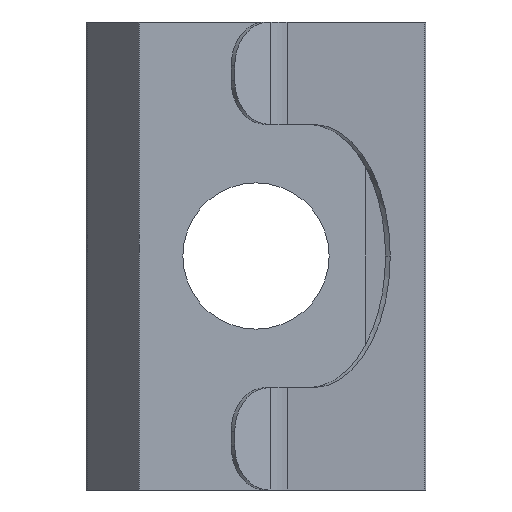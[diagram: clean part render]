
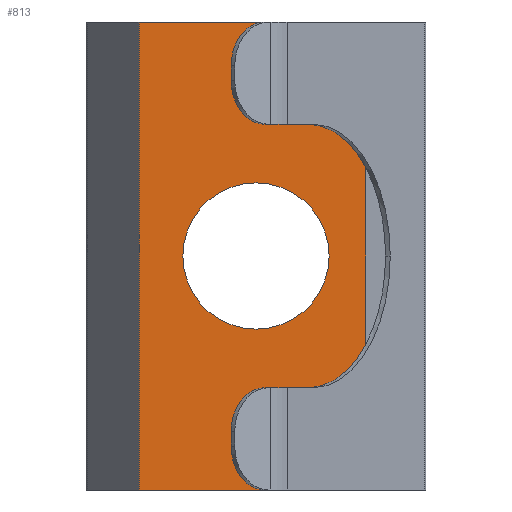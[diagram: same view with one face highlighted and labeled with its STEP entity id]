
A CAD part, front view. The second image highlights one B-rep face of the part: STEP entity #813.
In plain terms, the highlighted planar face has unit normal (0, -1, 0).
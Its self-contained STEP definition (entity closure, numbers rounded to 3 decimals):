
#14 = CARTESIAN_POINT ( 'NONE',  ( 0., -2.15, 0. ) ) ;
#74 = VERTEX_POINT ( 'NONE', #658 ) ;
#77 = ORIENTED_EDGE ( 'NONE', *, *, #1227, .T. ) ;
#78 = VECTOR ( 'NONE', #1202, 1000. ) ;
#81 = DIRECTION ( 'NONE',  ( 0., 1., 0. ) ) ;
#83 = CARTESIAN_POINT ( 'NONE',  ( 4., -2.15, 8. ) ) ;
#108 = AXIS2_PLACEMENT_3D ( 'NONE', #1403, #631, #1188 ) ;
#136 = CARTESIAN_POINT ( 'NONE',  ( 3.754, -2.15, 8. ) ) ;
#145 = VECTOR ( 'NONE', #1304, 1000. ) ;
#152 = AXIS2_PLACEMENT_3D ( 'NONE', #14, #355, #784 ) ;
#183 = CARTESIAN_POINT ( 'NONE',  ( 2.5, -2.15, 0. ) ) ;
#237 = DIRECTION ( 'NONE',  ( 0., 0., 1. ) ) ;
#246 = VECTOR ( 'NONE', #237, 1000. ) ;
#276 = VECTOR ( 'NONE', #529, 1000. ) ;
#279 = LINE ( 'NONE', #666, #585 ) ;
#288 = EDGE_CURVE ( 'NONE', #1290, #1291, #615, .T. ) ;
#337 = EDGE_LOOP ( 'NONE', ( #1012, #448 ) ) ;
#355 = DIRECTION ( 'NONE',  ( 0., 1., 0. ) ) ;
#371 = EDGE_CURVE ( 'NONE', #797, #1290, #997, .T. ) ;
#387 = EDGE_CURVE ( 'NONE', #781, #963, #968, .T. ) ;
#431 = CARTESIAN_POINT ( 'NONE',  ( 4., -2.15, 8. ) ) ;
#433 = VERTEX_POINT ( 'NONE', #136 ) ;
#440 = CARTESIAN_POINT ( 'NONE',  ( 4., -2.15, -8. ) ) ;
#448 = ORIENTED_EDGE ( 'NONE', *, *, #387, .T. ) ;
#455 = DIRECTION ( 'NONE',  ( 0., 0., -1. ) ) ;
#462 = VECTOR ( 'NONE', #455, 1000. ) ;
#490 = LINE ( 'NONE', #1177, #276 ) ;
#517 = ORIENTED_EDGE ( 'NONE', *, *, #912, .F. ) ;
#518 = EDGE_LOOP ( 'NONE', ( #1097, #825, #517, #77, #1277, #1133 ) ) ;
#529 = DIRECTION ( 'NONE',  ( 0., 0., -1. ) ) ;
#566 = CARTESIAN_POINT ( 'NONE',  ( 3.754, -2.15, -15.486 ) ) ;
#585 = VECTOR ( 'NONE', #1153, 1000. ) ;
#615 = LINE ( 'NONE', #566, #246 ) ;
#627 = CARTESIAN_POINT ( 'NONE',  ( 3.754, -2.15, -8. ) ) ;
#631 = DIRECTION ( 'NONE',  ( 0., 1., 0. ) ) ;
#658 = CARTESIAN_POINT ( 'NONE',  ( -4., -2.15, 8. ) ) ;
#666 = CARTESIAN_POINT ( 'NONE',  ( 3.754, -2.15, -15.486 ) ) ;
#673 = DIRECTION ( 'NONE',  ( 0., 0., 1. ) ) ;
#724 = CARTESIAN_POINT ( 'NONE',  ( 3.754, -2.15, -3.013 ) ) ;
#737 = EDGE_CURVE ( 'NONE', #74, #797, #490, .T. ) ;
#781 = VERTEX_POINT ( 'NONE', #183 ) ;
#783 = CARTESIAN_POINT ( 'NONE',  ( 3.754, -2.15, 8. ) ) ;
#784 = DIRECTION ( 'NONE',  ( -1., 0., 0. ) ) ;
#797 = VERTEX_POINT ( 'NONE', #1165 ) ;
#813 = ADVANCED_FACE ( 'NONE', ( #982, #966 ), #1193, .F. ) ;
#825 = ORIENTED_EDGE ( 'NONE', *, *, #288, .T. ) ;
#884 = CIRCLE ( 'NONE', #152, 2.5 ) ;
#912 = EDGE_CURVE ( 'NONE', #980, #1291, #967, .T. ) ;
#931 = AXIS2_PLACEMENT_3D ( 'NONE', #431, #81, #673 ) ;
#940 = EDGE_CURVE ( 'NONE', #963, #781, #884, .T. ) ;
#963 = VERTEX_POINT ( 'NONE', #1342 ) ;
#966 = FACE_OUTER_BOUND ( 'NONE', #518, .T. ) ;
#967 = LINE ( 'NONE', #783, #462 ) ;
#968 = CIRCLE ( 'NONE', #108, 2.5 ) ;
#980 = VERTEX_POINT ( 'NONE', #1094 ) ;
#982 = FACE_BOUND ( 'NONE', #337, .T. ) ;
#997 = LINE ( 'NONE', #440, #145 ) ;
#1012 = ORIENTED_EDGE ( 'NONE', *, *, #940, .T. ) ;
#1094 = CARTESIAN_POINT ( 'NONE',  ( 3.754, -2.15, 3.013 ) ) ;
#1097 = ORIENTED_EDGE ( 'NONE', *, *, #371, .T. ) ;
#1120 = LINE ( 'NONE', #83, #78 ) ;
#1133 = ORIENTED_EDGE ( 'NONE', *, *, #737, .T. ) ;
#1153 = DIRECTION ( 'NONE',  ( 0., 0., 1. ) ) ;
#1165 = CARTESIAN_POINT ( 'NONE',  ( -4., -2.15, -8. ) ) ;
#1177 = CARTESIAN_POINT ( 'NONE',  ( -4., -2.15, 8. ) ) ;
#1188 = DIRECTION ( 'NONE',  ( -1., 0., 0. ) ) ;
#1193 = PLANE ( 'NONE',  #931 ) ;
#1202 = DIRECTION ( 'NONE',  ( 1., 0., 0. ) ) ;
#1227 = EDGE_CURVE ( 'NONE', #980, #433, #279, .T. ) ;
#1277 = ORIENTED_EDGE ( 'NONE', *, *, #1443, .F. ) ;
#1290 = VERTEX_POINT ( 'NONE', #627 ) ;
#1291 = VERTEX_POINT ( 'NONE', #724 ) ;
#1304 = DIRECTION ( 'NONE',  ( 1., 0., 0. ) ) ;
#1342 = CARTESIAN_POINT ( 'NONE',  ( -2.5, -2.15, 0. ) ) ;
#1403 = CARTESIAN_POINT ( 'NONE',  ( 0., -2.15, 0. ) ) ;
#1443 = EDGE_CURVE ( 'NONE', #74, #433, #1120, .T. ) ;
